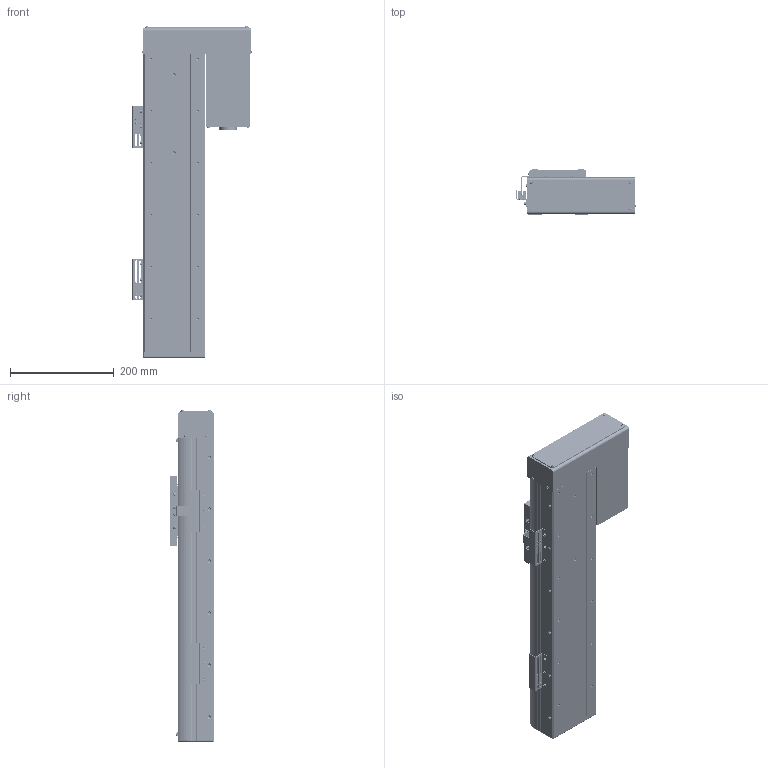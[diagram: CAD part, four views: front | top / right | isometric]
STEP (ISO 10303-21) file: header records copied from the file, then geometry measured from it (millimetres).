
FILE_DESCRIPTION (( 'STEP AP203' ), '1' );
FILE_NAME ('HC120-XXX-PR-300-XX-SL-OF.STEP', '2020-08-04T04:39:40', ( '彌營遵' ), ( '' ), 'SwSTEP 2.0', 'SolidWorks 2013', '' );
FILE_SCHEMA (( 'CONFIG_CONTROL_DESIGN' ));
Length unit declared in the file: millimetre
Products named in the file (45): MASensor Brk-ST300_ル遽; socket button head cap screw_am_B18.3.4M - 3 x 0.5 x 8 SBHCS --N; HC CARRIER COVER-ST300; STEEL BELT-ST300; HR Series motor case(奢辨)-ST300; EE-SX-674(奢辨 撫憮)-ST300_ル遽; socket countersunk head screw_am_B18.3.5M - 3 x 0.5 x 6 Socket FCHS  -- 6C; HR15 block-ST300_ル遽; STEEL BELT FIX-ST300; HR Series TENTION PLATE(奢辨)-ST300; BASE-ST300; socket head cap screw_ks_KS 1003 - M3 x 5 x 5-N; socket button head cap screw_am_B18.3.4M - 3 x 0.5 x 5 SBHCS --N; HRballnut-ST300; SUPPOERT BLOCK-ST300; 醴喀攪-ST300; HR15 rail-ST300_ル遽; HC100 SENSOR_1(PR); spring lock washer_ks_KS 1324 - M3; HC SENSOR DOG-ST300; FRONT PLATE-ST300; 煽溺-ST300; BEARING HOUSING(堅薑)-ST300; HC100 SENSOR_2(PR); CARRIER-ST300; HB60 DAMPER-ST300; SIDE COVER2-ST300; BEARING HOUSING(雖雖)-ST300; FRONT PLATE COVER-ST300; HC120-XXX-PR-300-XX-SL-OF; pan cross head_ks_KS 1023 PC- M3 x 5-N; STEEL BELT TENSION BRK-ST300; SIDE COVER-ST300; END COVER-ST300; FRONT PLATE COVER 唯衛璽-ST300; socket head cap screw_ks_KS 1003 - M6 x 10 x 10-N; STEEL BELT TENSION PLATE-ST300; HC CARRIER-ST300; HRballscrew-ST300; hg-kr23_-ST300 ...
Assembly tree (118 placements, depth 3):
  HC120-XXX-PR-300-XX-SL-OF
    BASE-ST300
    HR15 rail-ST300_ル遽  x2
    BEARING HOUSING(堅薑)-ST300
    BEARING HOUSING(雖雖)-ST300
    END COVER-ST300
    HRballscrew-ST300
    HRbearing cap-ST300
    STEEL BELT-ST300
    STEEL BELT FIX-ST300  x2
    SUPPOERT BLOCK-ST300  x2
    煽溺-ST300
      FRONT PLATE-ST300
      FRONT PLATE COVER-ST300
      FRONT PLATE COVER 唯衛璽-ST300
      hg-kr23_-ST300
      HR Series motor case cover(奢辨)-ST300
      HR Series motor case(奢辨)-ST300
      HR Series TENTION PLATE(奢辨)-ST300
      醴喀攪-ST300
    SIDE COVER2-ST300
    SIDE COVER-ST300
    CARRIER-ST300
      HC CARRIER-ST300
      SHAFT-ST300  x12
      HC CARRIER COVER-ST300
      HR15 block-ST300_ル遽  x4
      HRballnut-ST300
      HC SENSOR DOG-ST300
      HB60 DAMPER-ST300  x4
      STEEL BELT TENSION BRK-ST300  x2
      STEEL BELT TENSION PLATE-ST300  x2
      socket countersunk head screw_am_B18.3.5M - 3 x 0.5 x 10 Socket FCHS  -- 10C  x8
      socket button head cap screw_am_B18.3.4M - 3 x 0.5 x 8 SBHCS --N  x4
      socket countersunk head screw_am_B18.3.5M - 3 x 0.5 x 6 Socket FCHS  -- 6C  x4
      socket button head cap screw_am_B18.3.4M - 3 x 0.5 x 5 SBHCS --N  x2
      spring lock washer_ks_KS 1324 - M3  x2
    pan cross head_ks_KS 1023 PC- M3 x 5-N  x16
    socket head cap screw_ks_KS 1003 - M6 x 10 x 10-N  x2
    socket head cap screw_ks_KS 1003 - M4 x 10 x 10-N  x2
    HC100 SENSOR_1(PR)
      MASensor Brk-ST300_ル遽
      EE-SX-674(奢辨 撫憮)-ST300_ル遽  x2
      socket head cap screw_ks_KS 1003 - M3 x 5 x 5-N  x7
      spring lock washer_ks_KS 1324 - M3  x3
    HC100 SENSOR_2(PR)
      MASensor Brk-ST300_ル遽
      EE-SX-674(奢辨 撫憮)-ST300_ル遽
      socket head cap screw_ks_KS 1003 - M3 x 5 x 5-N  x5
      spring lock washer_ks_KS 1324 - M3  x3
Bounding box: 229.15 x 86.5 x 638.95 mm (x, y, z)
Volume: 2682072.1 mm3; surface area: 1161995.3 mm2
Topology: 114 solids, 114 shells, 4396 faces, 11063 edges, 6816 vertices
Faces by surface type: plane 2133, cylinder 1359, cone 656, torus 200, sphere 46, bspline 2
Entity records: 107685 total; most frequent: CARTESIAN_POINT 43758, DIRECTION 12476, ORIENTED_EDGE 11452, EDGE_CURVE 5726, AXIS2_PLACEMENT_3D 4553, VERTEX_POINT 3696, VECTOR 3370, LINE 3370
